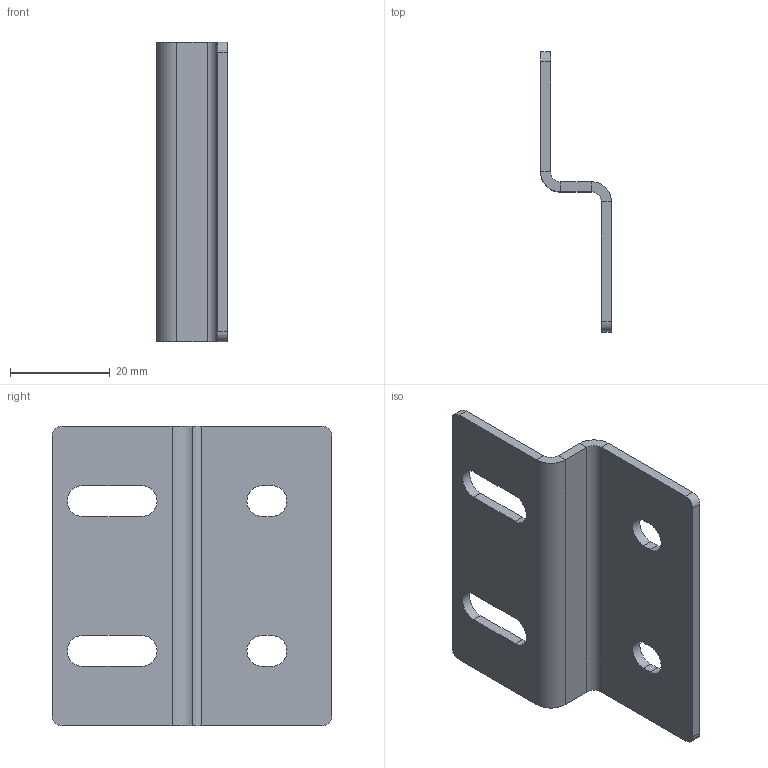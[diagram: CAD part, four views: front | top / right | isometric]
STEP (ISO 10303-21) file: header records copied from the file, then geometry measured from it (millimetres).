
FILE_DESCRIPTION (( 'STEP AP214' ), '1' );
FILE_NAME ('F61 Êðåïëåíèå äëÿ ñåòêè, 30 ñåðèÿ, ïëàñòèíà 60õ60.STEP', '2020-08-10T10:51:35', ( 'Windows User' ), ( '' ), 'SwSTEP 2.0', 'SolidWorks 2020', '' );
FILE_SCHEMA (( 'AUTOMOTIVE_DESIGN' ));
Length unit declared in the file: millimetre
Products named in the file (1): F61 Êðåïëåíèå äëÿ ñåòêè, 30 ñåðèÿ, ïëàñòèíà 60õ60
Bounding box: 14.17 x 56 x 60 mm (x, y, z)
Volume: 7285.7 mm3; surface area: 8045.8 mm2
Topology: 1 solids, 1 shells, 46 faces, 116 edges, 72 vertices
Faces by surface type: plane 26, cylinder 20
Entity records: 1422 total; most frequent: DIRECTION 250, CARTESIAN_POINT 235, ORIENTED_EDGE 232, EDGE_CURVE 116, AXIS2_PLACEMENT_3D 87, LINE 76, VECTOR 76, VERTEX_POINT 72
